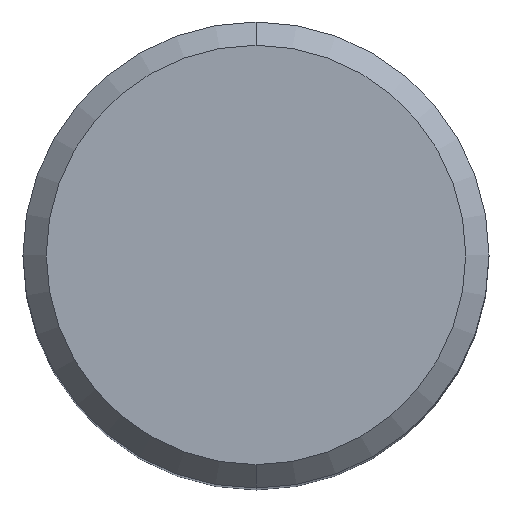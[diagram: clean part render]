
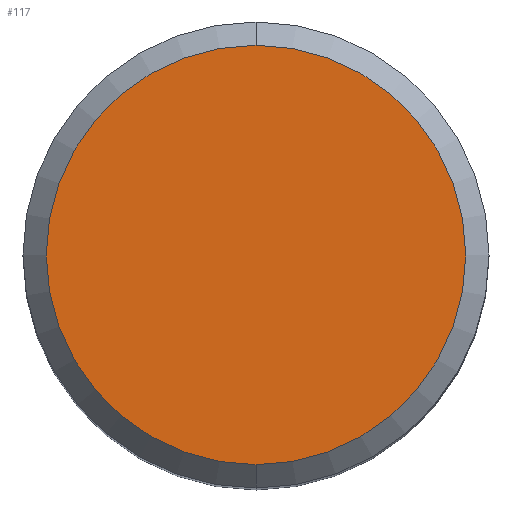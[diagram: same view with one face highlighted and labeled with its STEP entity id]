
A CAD part, top view. The second image highlights one B-rep face of the part: STEP entity #117.
In plain terms, the highlighted planar face has unit normal (0, 0, 1).
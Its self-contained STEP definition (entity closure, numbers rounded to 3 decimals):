
#105=VERTEX_POINT('',#257);
#107=EDGE_CURVE('',#141,#105,#259,.T.);
#117=ADVANCED_FACE('',(#270),#271,.T.);
#141=VERTEX_POINT('',#299);
#207=EDGE_CURVE('',#105,#141,#370,.T.);
#257=CARTESIAN_POINT('',(0.,-9.0,0.));
#259=CIRCLE('',#424,9.0);
#270=FACE_OUTER_BOUND('',#438,.T.);
#271=PLANE('',#439);
#299=CARTESIAN_POINT('',(0.0,9.0,0.));
#370=CIRCLE('',#567,9.0);
#424=AXIS2_PLACEMENT_3D('',#611,#612,#613);
#438=EDGE_LOOP('',(#626,#627));
#439=AXIS2_PLACEMENT_3D('',#628,#629,#630);
#567=AXIS2_PLACEMENT_3D('',#741,#742,#743);
#611=CARTESIAN_POINT('',(0.0,0.0,0.));
#612=DIRECTION('',(0.0,0.0,-1.0));
#613=DIRECTION('',(0.0,1.0,0.0));
#626=ORIENTED_EDGE('',*,*,#107,.F.);
#627=ORIENTED_EDGE('',*,*,#207,.F.);
#628=CARTESIAN_POINT('',(0.0,4.5,0.));
#629=DIRECTION('',(-0.0,0.0,1.0));
#630=DIRECTION('',(0.0,-1.0,0.0));
#741=CARTESIAN_POINT('',(0.0,0.0,0.));
#742=DIRECTION('',(0.0,0.0,-1.0));
#743=DIRECTION('',(0.0,1.0,0.0));
